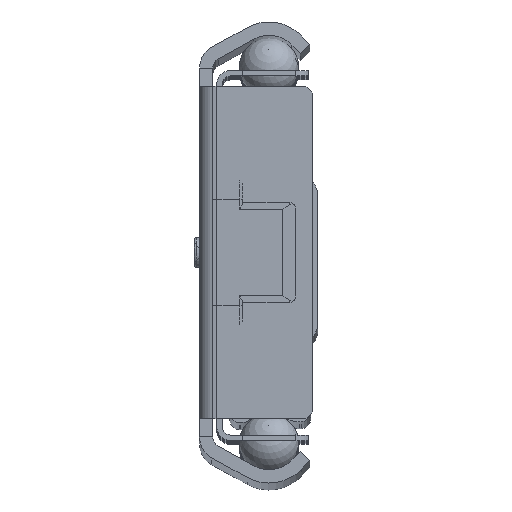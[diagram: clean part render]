
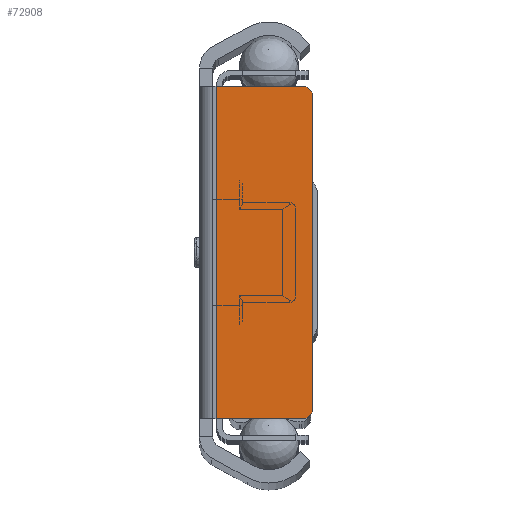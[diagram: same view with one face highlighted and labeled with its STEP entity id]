
A CAD part, top view. The second image highlights one B-rep face of the part: STEP entity #72908.
In plain terms, the highlighted planar face has unit normal (0, 0, 1).
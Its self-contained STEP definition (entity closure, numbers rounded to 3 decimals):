
#4283=PLANE('',#77277);
#7913=FACE_OUTER_BOUND('',#11693,.T.);
#11693=EDGE_LOOP('',(#52620,#52621,#52622,#52623,#52624,#52625));
#15788=LINE('',#110456,#22234);
#15794=LINE('',#110472,#22240);
#15815=LINE('',#110526,#22261);
#15816=LINE('',#110530,#22262);
#22234=VECTOR('',#86220,10.);
#22240=VECTOR('',#86236,10.);
#22261=VECTOR('',#86281,10.);
#22262=VECTOR('',#86288,1.38);
#28641=CIRCLE('',#77250,1.5);
#28644=CIRCLE('',#77256,1.5);
#32654=VERTEX_POINT('',#110443);
#32655=VERTEX_POINT('',#110444);
#32659=VERTEX_POINT('',#110454);
#32663=VERTEX_POINT('',#110466);
#32664=VERTEX_POINT('',#110470);
#32685=VERTEX_POINT('',#110525);
#40491=EDGE_CURVE('',#32654,#32655,#28641,.T.);
#40497=EDGE_CURVE('',#32659,#32654,#15788,.T.);
#40502=EDGE_CURVE('',#32663,#32659,#28644,.T.);
#40505=EDGE_CURVE('',#32664,#32663,#15794,.T.);
#40530=EDGE_CURVE('',#32664,#32685,#15815,.T.);
#40533=EDGE_CURVE('',#32655,#32685,#15816,.T.);
#52620=ORIENTED_EDGE('',*,*,#40491,.F.);
#52621=ORIENTED_EDGE('',*,*,#40497,.F.);
#52622=ORIENTED_EDGE('',*,*,#40502,.F.);
#52623=ORIENTED_EDGE('',*,*,#40505,.F.);
#52624=ORIENTED_EDGE('',*,*,#40530,.T.);
#52625=ORIENTED_EDGE('',*,*,#40533,.F.);
#72908=ADVANCED_FACE('',(#7913),#4283,.F.);
#77250=AXIS2_PLACEMENT_3D('',#110445,#86210,#86211);
#77256=AXIS2_PLACEMENT_3D('',#110467,#86230,#86231);
#77277=AXIS2_PLACEMENT_3D('',#110540,#86300,#86301);
#86210=DIRECTION('center_axis',(0.,0.,
-1.));
#86211=DIRECTION('ref_axis',(0.707,-0.707,0.));
#86220=DIRECTION('',(0.,-1.,0.));
#86230=DIRECTION('center_axis',(0.,0.,
-1.));
#86231=DIRECTION('ref_axis',(0.707,0.707,0.));
#86236=DIRECTION('',(1.,0.,0.));
#86281=DIRECTION('',(0.,-1.,0.));
#86288=DIRECTION('',(-1.,0.,0.));
#86300=DIRECTION('center_axis',(0.,0.,
-1.));
#86301=DIRECTION('ref_axis',(0.,1.,0.));
#110443=CARTESIAN_POINT('',(6.55,-23.5,600.));
#110444=CARTESIAN_POINT('',(5.05,-25.,600.));
#110445=CARTESIAN_POINT('Origin',(5.05,-23.5,600.));
#110454=CARTESIAN_POINT('',(6.55,23.5,600.));
#110456=CARTESIAN_POINT('',(6.55,25.,600.));
#110466=CARTESIAN_POINT('',(5.05,25.,600.));
#110467=CARTESIAN_POINT('Origin',(5.05,23.5,600.));
#110470=CARTESIAN_POINT('',(-7.95,25.,600.));
#110472=CARTESIAN_POINT('',(-7.95,25.,600.));
#110525=CARTESIAN_POINT('',(-7.95,-25.,600.));
#110526=CARTESIAN_POINT('',(-7.95,0.,600.));
#110530=CARTESIAN_POINT('',(-12.286,-25.,600.));
#110540=CARTESIAN_POINT('Origin',(-7.95,-25.,600.));
